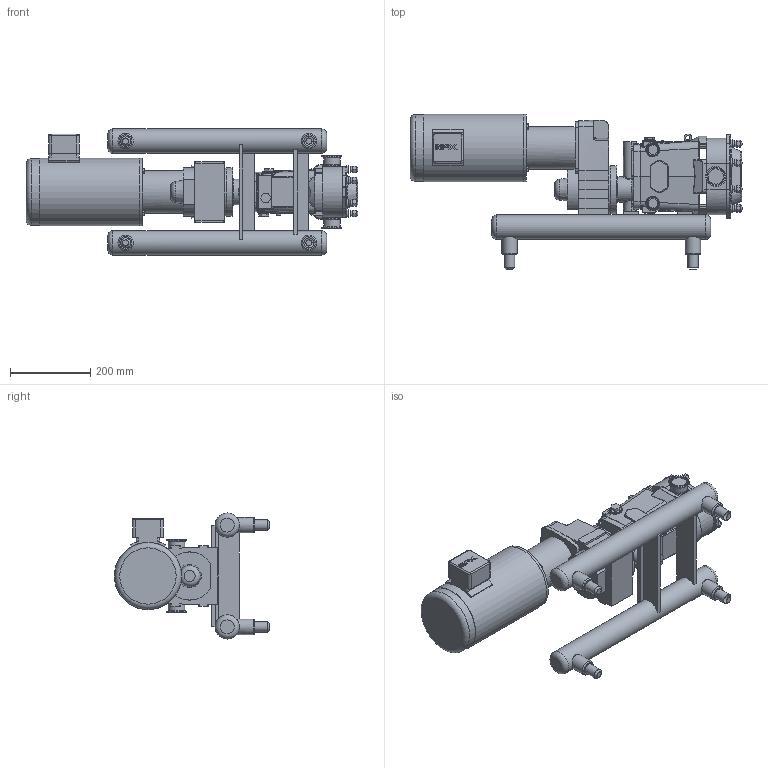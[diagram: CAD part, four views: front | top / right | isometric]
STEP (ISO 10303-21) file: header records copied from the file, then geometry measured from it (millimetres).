
FILE_DESCRIPTION(/* description */ (''),/* implementation_level */ '2;1');
FILE_NAME(/* name */ 'U2_018U2_145TC_1.5x1.5_S-Line_2HP_SM.stp',/* time_stamp */ '2020-11-02T14:17:56+06:00',/* author */ ('trtmhr'),/* organization */ (''),/* preprocessor_version */ 'ST-DEVELOPER v17',/* originating_system */ 'Autodesk Inventor 2018',/* authorisation */ '');
FILE_SCHEMA (('AUTOMOTIVE_DESIGN { 1 0 10303 214 3 1 1 }'));
Length unit declared in the file: inch
Products named in the file (1): U2_018U2_145TC_1.5x1.5_S-Line_2HP_SM
Bounding box: 827.99 x 388.07 x 314.32 mm (x, y, z)
Volume: 19418654.1 mm3; surface area: 969725.2 mm2
Topology: 6 solids, 6 shells, 1038 faces, 2739 edges, 1766 vertices
Faces by surface type: plane 485, cylinder 263, bspline 139, torus 97, cone 39, sphere 15
Full cylindrical faces by diameter (mm): 5.08 x1, 7.62 x4, 12.395 x5, 14.275 x8, 19.05 x8, 25.4 x4, 38.1 x6, 41.275 x4, 42.291 x2, 50.495 x2, 63.5 x1, 107.01 x1, 119.888 x1, 119.99 x1, 166.116 x1, 167.996 x1, 168.402 x1
Entity records: 36560 total; most frequent: CARTESIAN_POINT 10862, ORIENTED_EDGE 5466, DIRECTION 5242, EDGE_CURVE 2733, AXIS2_PLACEMENT_3D 1945, VERTEX_POINT 1766, LINE 1352, VECTOR 1352
